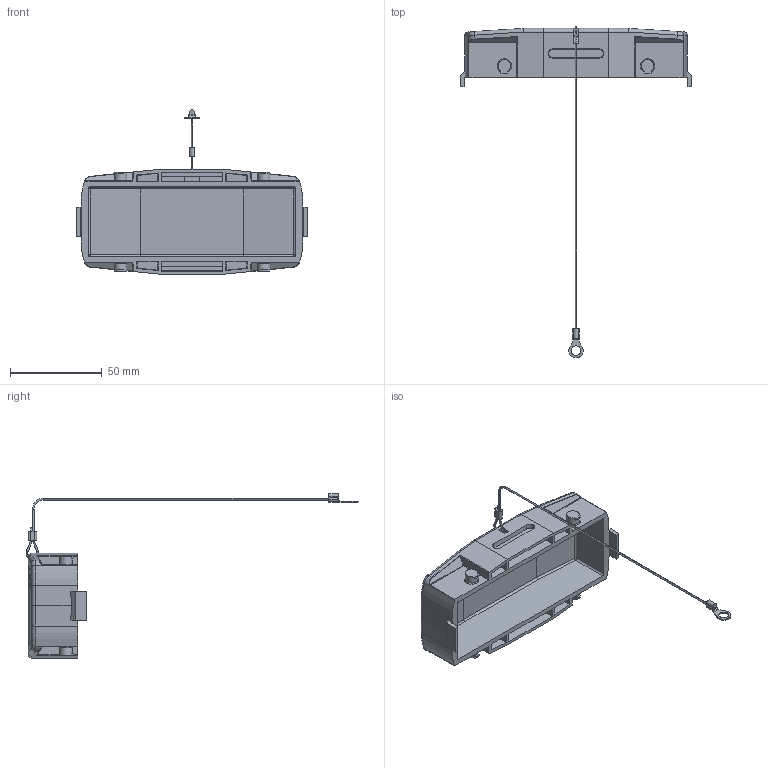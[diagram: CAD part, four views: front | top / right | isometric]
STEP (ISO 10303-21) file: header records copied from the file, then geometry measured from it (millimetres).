
FILE_DESCRIPTION(/* description */ (''),/* implementation_level */ '2;1');
FILE_NAME(/* name */ '3D_1290240308001 HM24B.P-CV-4B_2_V1.0.stp',/* time_stamp */ '2024-03-21T09:46:00+08:00',/* author */ (''),/* organization */ (''),/* preprocessor_version */ 'ST-DEVELOPER v18.1',/* originating_system */ 'SIEMENS PLM Software NX 1980',/* authorisation */ '');
FILE_SCHEMA (('AUTOMOTIVE_DESIGN { 1 0 10303 214 3 1 1 1 }'));
Length unit declared in the file: millimetre
Products named in the file (1): _model1
Bounding box: 126 x 180.54 x 89.35 mm (x, y, z)
Volume: 54211.1 mm3; surface area: 36480.7 mm2
Topology: 1 solids, 1 shells, 446 faces, 1182 edges, 755 vertices
Faces by surface type: plane 252, cylinder 136, torus 28, cone 12, bspline 10, sphere 8
Full cylindrical faces by diameter (mm): 6.8 x4
Entity records: 15092 total; most frequent: CARTESIAN_POINT 4035, ORIENTED_EDGE 2316, DIRECTION 1999, EDGE_CURVE 1158, VERTEX_POINT 747, LINE 711, VECTOR 711, AXIS2_PLACEMENT_3D 644
